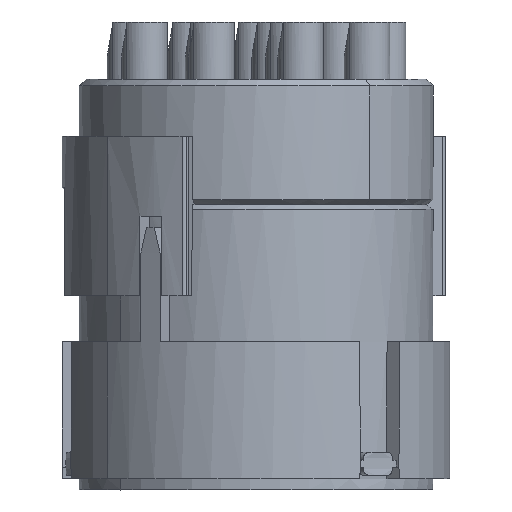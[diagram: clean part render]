
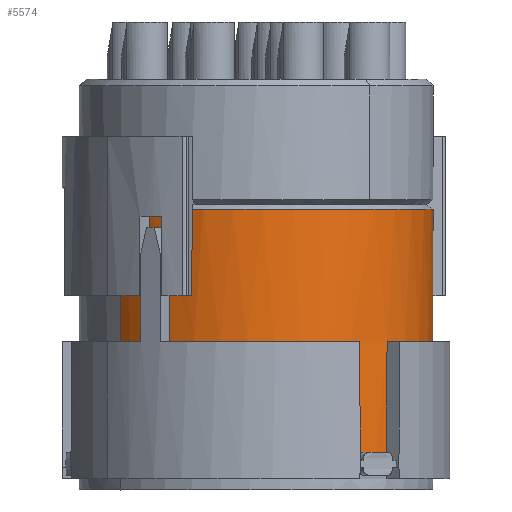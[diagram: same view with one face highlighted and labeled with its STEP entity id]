
A CAD part, front view. The second image highlights one B-rep face of the part: STEP entity #5574.
In plain terms, the highlighted cylindrical face has radius 7.75 mm (diameter 15.5 mm), a partial arc.
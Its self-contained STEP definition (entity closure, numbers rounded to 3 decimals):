
#5104=AXIS2_PLACEMENT_3D('Circle Axis2P3D',#5102,#5103,$) ;
#5435=AXIS2_PLACEMENT_3D('Cylinder Axis2P3D',#5432,#5433,#5434) ;
#5448=AXIS2_PLACEMENT_3D('Circle Axis2P3D',#5446,#5447,$) ;
#5460=AXIS2_PLACEMENT_3D('Circle Axis2P3D',#5458,#5459,$) ;
#5474=AXIS2_PLACEMENT_3D('Circle Axis2P3D',#5472,#5473,$) ;
#5496=AXIS2_PLACEMENT_3D('Circle Axis2P3D',#5494,#5495,$) ;
#5518=AXIS2_PLACEMENT_3D('Circle Axis2P3D',#5516,#5517,$) ;
#5533=AXIS2_PLACEMENT_3D('Circle Axis2P3D',#5531,#5532,$) ;
#4902=CARTESIAN_POINT('Line Origine',(16.109,9.97,10.395)) ;
#4906=CARTESIAN_POINT('Vertex',(16.109,9.97,12.29)) ;
#4908=CARTESIAN_POINT('Vertex',(16.109,9.97,8.5)) ;
#5099=CARTESIAN_POINT('Vertex',(3.818,2.324,12.29)) ;
#5102=CARTESIAN_POINT('Axis2P3D Location',(8.5,8.5,12.29)) ;
#5432=CARTESIAN_POINT('Axis2P3D Location',(8.5,8.5,12.29)) ;
#5437=CARTESIAN_POINT('Line Origine',(14.442,13.475,12.29)) ;
#5441=CARTESIAN_POINT('Vertex',(14.442,13.475,8.5)) ;
#5443=CARTESIAN_POINT('Vertex',(14.442,13.475,6.5)) ;
#5446=CARTESIAN_POINT('Axis2P3D Location',(8.5,8.5,8.5)) ;
#5451=CARTESIAN_POINT('Line Origine',(3.818,2.324,12.29)) ;
#5455=CARTESIAN_POINT('Vertex',(3.818,2.324,8.5)) ;
#5458=CARTESIAN_POINT('Axis2P3D Location',(8.5,8.5,8.5)) ;
#5462=CARTESIAN_POINT('Vertex',(2.558,3.525,8.5)) ;
#5465=CARTESIAN_POINT('Line Origine',(2.558,3.525,12.29)) ;
#5469=CARTESIAN_POINT('Vertex',(2.558,3.525,6.5)) ;
#5472=CARTESIAN_POINT('Axis2P3D Location',(8.5,8.5,6.5)) ;
#5476=CARTESIAN_POINT('Vertex',(3.862,2.291,6.5)) ;
#5479=CARTESIAN_POINT('Line Origine',(3.862,2.291,12.29)) ;
#5483=CARTESIAN_POINT('Vertex',(3.862,2.291,10.38)) ;
#5487=CARTESIAN_POINT('Control Point',(3.862,2.291,10.38)) ;
#5488=CARTESIAN_POINT('Control Point',(3.942,2.231,10.753)) ;
#5489=CARTESIAN_POINT('Control Point',(4.023,2.173,11.127)) ;
#5490=CARTESIAN_POINT('Control Point',(4.106,2.116,11.5)) ;
#5491=CARTESIAN_POINT('Vertex',(4.106,2.116,11.5)) ;
#5494=CARTESIAN_POINT('Axis2P3D Location',(8.5,8.5,11.5)) ;
#5498=CARTESIAN_POINT('Vertex',(4.441,1.898,11.5)) ;
#5502=CARTESIAN_POINT('Control Point',(4.441,1.898,11.5)) ;
#5503=CARTESIAN_POINT('Control Point',(4.526,1.846,11.127)) ;
#5504=CARTESIAN_POINT('Control Point',(4.612,1.795,10.753)) ;
#5505=CARTESIAN_POINT('Control Point',(4.7,1.746,10.38)) ;
#5506=CARTESIAN_POINT('Vertex',(4.7,1.746,10.38)) ;
#5509=CARTESIAN_POINT('Line Origine',(4.7,1.746,12.29)) ;
#5513=CARTESIAN_POINT('Vertex',(4.7,1.746,6.5)) ;
#5516=CARTESIAN_POINT('Axis2P3D Location',(8.5,8.5,6.5)) ;
#5520=CARTESIAN_POINT('Vertex',(12.624,1.939,6.5)) ;
#5524=CARTESIAN_POINT('Control Point',(12.624,1.939,6.5)) ;
#5525=CARTESIAN_POINT('Control Point',(12.637,1.947,4.767)) ;
#5526=CARTESIAN_POINT('Control Point',(12.65,1.955,3.033)) ;
#5527=CARTESIAN_POINT('Control Point',(12.663,1.963,1.3)) ;
#5528=CARTESIAN_POINT('Vertex',(12.663,1.963,1.3)) ;
#5531=CARTESIAN_POINT('Axis2P3D Location',(8.5,8.5,1.3)) ;
#5535=CARTESIAN_POINT('Vertex',(14.203,3.253,1.3)) ;
#5539=CARTESIAN_POINT('Control Point',(14.203,3.253,1.3)) ;
#5540=CARTESIAN_POINT('Control Point',(14.214,3.264,3.033)) ;
#5541=CARTESIAN_POINT('Control Point',(14.224,3.275,4.767)) ;
#5542=CARTESIAN_POINT('Control Point',(14.234,3.286,6.5)) ;
#5543=CARTESIAN_POINT('Vertex',(14.234,3.286,6.5)) ;
#5547=CARTESIAN_POINT('Control Point',(14.234,3.286,6.5)) ;
#5548=CARTESIAN_POINT('Control Point',(15.73,4.932,6.5)) ;
#5549=CARTESIAN_POINT('Control Point',(16.638,7.114,6.5)) ;
#5550=CARTESIAN_POINT('Control Point',(16.688,9.552,6.5)) ;
#5551=CARTESIAN_POINT('Control Point',(15.87,11.77,6.5)) ;
#5552=CARTESIAN_POINT('Control Point',(14.442,13.475,6.5)) ;
#4903=DIRECTION('Vector Direction',(0.,0.,-1.)) ;
#5103=DIRECTION('Axis2P3D Direction',(0.,0.,-1.)) ;
#5433=DIRECTION('Axis2P3D Direction',(0.,0.,-1.)) ;
#5434=DIRECTION('Axis2P3D XDirection',(0.767,0.642,0.)) ;
#5438=DIRECTION('Vector Direction',(0.,0.,-1.)) ;
#5447=DIRECTION('Axis2P3D Direction',(0.,0.,-1.)) ;
#5452=DIRECTION('Vector Direction',(0.,0.,-1.)) ;
#5459=DIRECTION('Axis2P3D Direction',(0.,0.,-1.)) ;
#5466=DIRECTION('Vector Direction',(0.,0.,-1.)) ;
#5473=DIRECTION('Axis2P3D Direction',(0.,0.,-1.)) ;
#5480=DIRECTION('Vector Direction',(0.,0.,-1.)) ;
#5495=DIRECTION('Axis2P3D Direction',(0.,0.,-1.)) ;
#5510=DIRECTION('Vector Direction',(0.,0.,-1.)) ;
#5517=DIRECTION('Axis2P3D Direction',(0.,0.,-1.)) ;
#5532=DIRECTION('Axis2P3D Direction',(0.,0.,-1.)) ;
#4904=VECTOR('Line Direction',#4903,1.) ;
#5439=VECTOR('Line Direction',#5438,1.) ;
#5453=VECTOR('Line Direction',#5452,1.) ;
#5467=VECTOR('Line Direction',#5466,1.) ;
#5481=VECTOR('Line Direction',#5480,1.) ;
#5511=VECTOR('Line Direction',#5510,1.) ;
#5555=ORIENTED_EDGE('',*,*,#5445,.F.) ;
#5556=ORIENTED_EDGE('',*,*,#5450,.F.) ;
#5557=ORIENTED_EDGE('',*,*,#4910,.F.) ;
#5558=ORIENTED_EDGE('',*,*,#5106,.T.) ;
#5559=ORIENTED_EDGE('',*,*,#5457,.F.) ;
#5560=ORIENTED_EDGE('',*,*,#5464,.F.) ;
#5561=ORIENTED_EDGE('',*,*,#5471,.T.) ;
#5562=ORIENTED_EDGE('',*,*,#5478,.T.) ;
#5563=ORIENTED_EDGE('',*,*,#5485,.T.) ;
#5564=ORIENTED_EDGE('',*,*,#5493,.T.) ;
#5565=ORIENTED_EDGE('',*,*,#5500,.T.) ;
#5566=ORIENTED_EDGE('',*,*,#5508,.T.) ;
#5567=ORIENTED_EDGE('',*,*,#5515,.T.) ;
#5568=ORIENTED_EDGE('',*,*,#5522,.T.) ;
#5569=ORIENTED_EDGE('',*,*,#5530,.T.) ;
#5570=ORIENTED_EDGE('',*,*,#5537,.T.) ;
#5571=ORIENTED_EDGE('',*,*,#5545,.T.) ;
#5572=ORIENTED_EDGE('',*,*,#5553,.T.) ;
#5574=ADVANCED_FACE('Hauptk\X2\00F6\X0\rper',(#5573),#5436,.T.) ;
#5486=B_SPLINE_CURVE_WITH_KNOTS('',3,(#5487,#5488,#5489,#5490),.UNSPECIFIED.,.F.,.U.,(4,4),(0.,1.639),.UNSPECIFIED.) ;
#5501=B_SPLINE_CURVE_WITH_KNOTS('',3,(#5502,#5503,#5504,#5505),.UNSPECIFIED.,.F.,.U.,(4,4),(0.,1.639),.UNSPECIFIED.) ;
#5523=B_SPLINE_CURVE_WITH_KNOTS('',3,(#5524,#5525,#5526,#5527),.UNSPECIFIED.,.F.,.U.,(4,4),(-2.6,2.6),.UNSPECIFIED.) ;
#5538=B_SPLINE_CURVE_WITH_KNOTS('',3,(#5539,#5540,#5541,#5542),.UNSPECIFIED.,.F.,.U.,(4,4),(-2.6,2.6),.UNSPECIFIED.) ;
#5546=B_SPLINE_CURVE_WITH_KNOTS('',5,(#5547,#5548,#5549,#5550,#5551,#5552),.UNSPECIFIED.,.F.,.U.,(6,6),(-5.56,5.56),.UNSPECIFIED.) ;
#5105=CIRCLE('generated circle',#5104,7.75) ;
#5449=CIRCLE('generated circle',#5448,7.75) ;
#5461=CIRCLE('generated circle',#5460,7.75) ;
#5475=CIRCLE('generated circle',#5474,7.75) ;
#5497=CIRCLE('generated circle',#5496,7.75) ;
#5519=CIRCLE('generated circle',#5518,7.75) ;
#5534=CIRCLE('generated circle',#5533,7.75) ;
#5436=CYLINDRICAL_SURFACE('generated cylinder',#5435,7.75) ;
#4910=EDGE_CURVE('',#4907,#4909,#4905,.T.) ;
#5106=EDGE_CURVE('',#4907,#5100,#5105,.T.) ;
#5445=EDGE_CURVE('',#5442,#5444,#5440,.T.) ;
#5450=EDGE_CURVE('',#4909,#5442,#5449,.F.) ;
#5457=EDGE_CURVE('',#5456,#5100,#5454,.F.) ;
#5464=EDGE_CURVE('',#5463,#5456,#5461,.F.) ;
#5471=EDGE_CURVE('',#5463,#5470,#5468,.T.) ;
#5478=EDGE_CURVE('',#5470,#5477,#5475,.F.) ;
#5485=EDGE_CURVE('',#5477,#5484,#5482,.F.) ;
#5493=EDGE_CURVE('',#5484,#5492,#5486,.T.) ;
#5500=EDGE_CURVE('',#5492,#5499,#5497,.F.) ;
#5508=EDGE_CURVE('',#5499,#5507,#5501,.T.) ;
#5515=EDGE_CURVE('',#5507,#5514,#5512,.T.) ;
#5522=EDGE_CURVE('',#5514,#5521,#5519,.F.) ;
#5530=EDGE_CURVE('',#5521,#5529,#5523,.T.) ;
#5537=EDGE_CURVE('',#5529,#5536,#5534,.F.) ;
#5545=EDGE_CURVE('',#5536,#5544,#5538,.T.) ;
#5553=EDGE_CURVE('',#5544,#5444,#5546,.T.) ;
#5554=EDGE_LOOP('',(#5555,#5556,#5557,#5558,#5559,#5560,#5561,#5562,#5563,#5564,#5565,#5566,#5567,#5568,#5569,#5570,#5571,#5572)) ;
#5573=FACE_OUTER_BOUND('',#5554,.T.) ;
#4905=LINE('Line',#4902,#4904) ;
#5440=LINE('Line',#5437,#5439) ;
#5454=LINE('Line',#5451,#5453) ;
#5468=LINE('Line',#5465,#5467) ;
#5482=LINE('Line',#5479,#5481) ;
#5512=LINE('Line',#5509,#5511) ;
#4907=VERTEX_POINT('',#4906) ;
#4909=VERTEX_POINT('',#4908) ;
#5100=VERTEX_POINT('',#5099) ;
#5442=VERTEX_POINT('',#5441) ;
#5444=VERTEX_POINT('',#5443) ;
#5456=VERTEX_POINT('',#5455) ;
#5463=VERTEX_POINT('',#5462) ;
#5470=VERTEX_POINT('',#5469) ;
#5477=VERTEX_POINT('',#5476) ;
#5484=VERTEX_POINT('',#5483) ;
#5492=VERTEX_POINT('',#5491) ;
#5499=VERTEX_POINT('',#5498) ;
#5507=VERTEX_POINT('',#5506) ;
#5514=VERTEX_POINT('',#5513) ;
#5521=VERTEX_POINT('',#5520) ;
#5529=VERTEX_POINT('',#5528) ;
#5536=VERTEX_POINT('',#5535) ;
#5544=VERTEX_POINT('',#5543) ;
